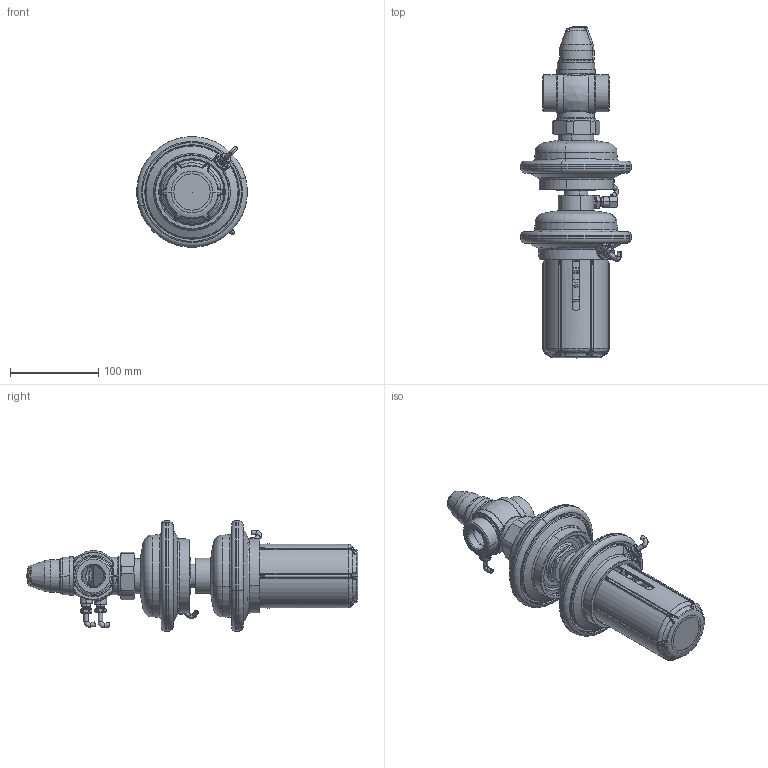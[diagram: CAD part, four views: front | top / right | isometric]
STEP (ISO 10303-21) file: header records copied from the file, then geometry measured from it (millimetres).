
FILE_DESCRIPTION((''),'2;1');
FILE_NAME('003H6551','2015-03-10T',('u317927'),('Danfoss'),'PRO/ENGINEER BY PARAMETRIC TECHNOLOGY CORPORATION, 2014000','PRO/ENGINEER BY PARAMETRIC TECHNOLOGY CORPORATION, 2014000','');
FILE_SCHEMA(('CONFIG_CONTROL_DESIGN'));
Length unit declared in the file: millimetre
Products named in the file (1): 003H6551
Bounding box: 124.71 x 375.45 x 124.71 mm (x, y, z)
Volume: 657377.3 mm3; surface area: 331169.6 mm2
Topology: 6 solids, 6 shells, 1998 faces, 4688 edges, 2807 vertices
Faces by surface type: cylinder 538, plane 496, cone 369, bspline 288, torus 281, sphere 26
Entity records: 84150 total; most frequent: CARTESIAN_POINT 40066, ORIENTED_EDGE 9356, DIRECTION 9157, EDGE_CURVE 4678, AXIS2_PLACEMENT_3D 3860, VERTEX_POINT 2807, EDGE_LOOP 2169, CIRCLE 2150
